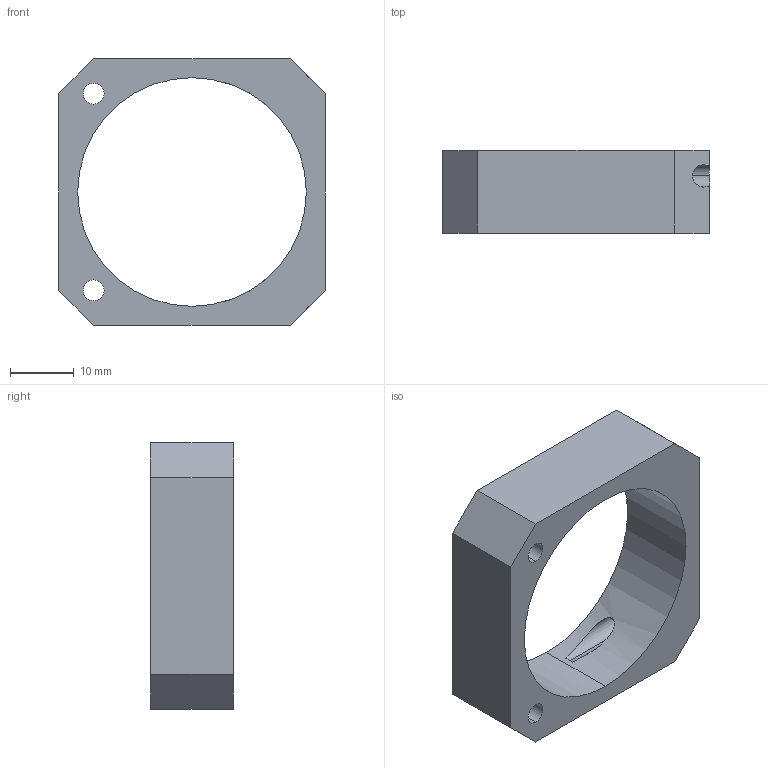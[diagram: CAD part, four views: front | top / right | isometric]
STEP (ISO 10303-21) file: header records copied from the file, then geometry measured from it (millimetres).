
FILE_DESCRIPTION (( 'STEP AP214' ), '1' );
FILE_NAME ('Motor_enc_U.STEP', '2020-03-20T14:14:27', ( '' ), ( '' ), 'SwSTEP 2.0', 'SolidWorks 2019', '' );
FILE_SCHEMA (( 'AUTOMOTIVE_DESIGN' ));
Length unit declared in the file: millimetre
Products named in the file (1): Motor_enc_U
Bounding box: 42 x 13 x 42 mm (x, y, z)
Volume: 8440.2 mm3; surface area: 5307 mm2
Topology: 1 solids, 1 shells, 22 faces, 66 edges, 44 vertices
Faces by surface type: plane 12, cylinder 10
Entity records: 892 total; most frequent: CARTESIAN_POINT 241, ORIENTED_EDGE 132, DIRECTION 124, EDGE_CURVE 66, VERTEX_POINT 44, AXIS2_PLACEMENT_3D 43, VECTOR 38, LINE 38
